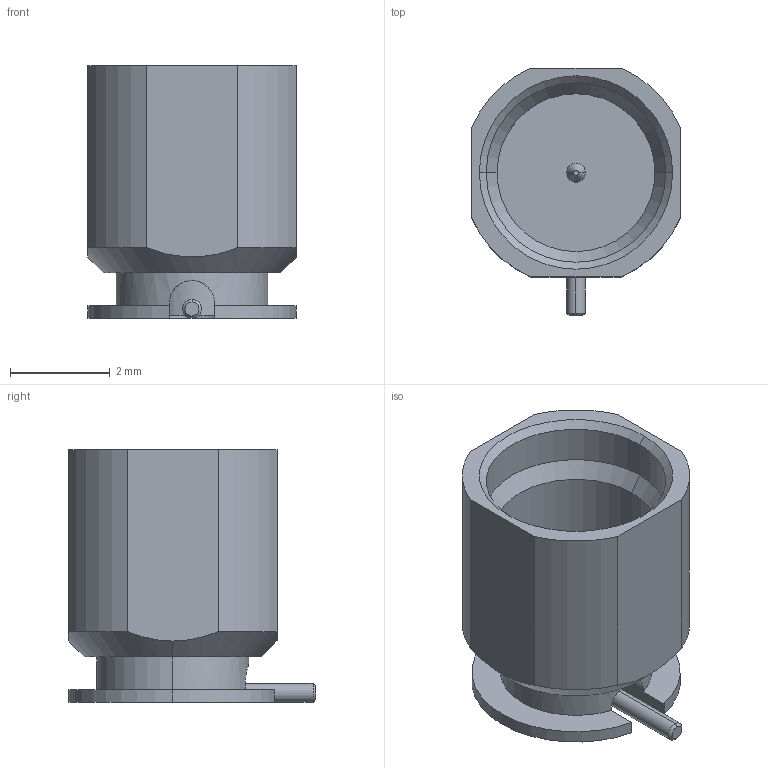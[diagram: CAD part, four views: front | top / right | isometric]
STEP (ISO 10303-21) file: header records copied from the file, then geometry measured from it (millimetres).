
FILE_DESCRIPTION (( 'STEP AP214' ), '1' );
FILE_NAME ('1211-40001.STEP', '2015-08-17T15:35:41', ( '' ), ( '' ), 'SwSTEP 2.0', 'SolidWorks 2015', '' );
FILE_SCHEMA (( 'AUTOMOTIVE_DESIGN' ));
Length unit declared in the file: inch
Products named in the file (1): 1211-40001
Bounding box: 4.19 x 4.97 x 5.08 mm (x, y, z)
Volume: 46.6 mm3; surface area: 139.1 mm2
Topology: 1 solids, 1 shells, 48 faces, 119 edges, 76 vertices
Faces by surface type: cylinder 23, plane 14, cone 10, torus 1
Entity records: 2125 total; most frequent: CARTESIAN_POINT 323, DIRECTION 255, ORIENTED_EDGE 238, EDGE_CURVE 119, AXIS2_PLACEMENT_3D 100, VERTEX_POINT 76, VECTOR 55, LINE 55
